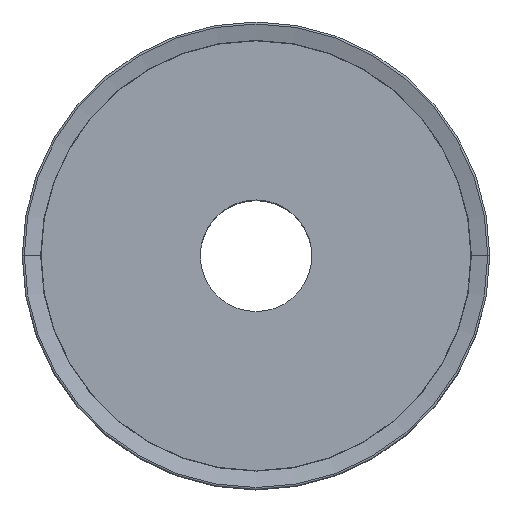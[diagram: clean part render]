
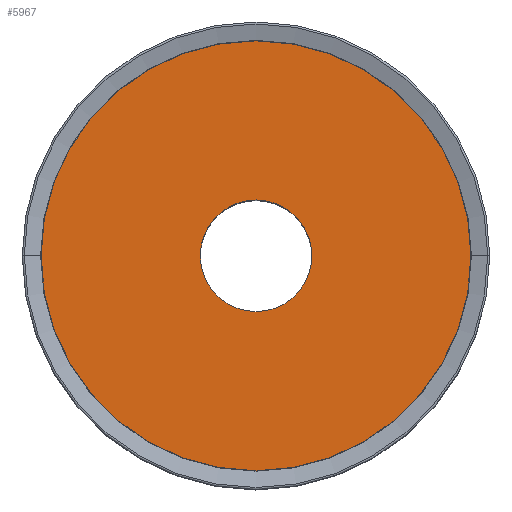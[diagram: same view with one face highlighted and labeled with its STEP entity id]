
A CAD part, top view. The second image highlights one B-rep face of the part: STEP entity #5967.
In plain terms, the highlighted planar face has unit normal (0, 0, 1).
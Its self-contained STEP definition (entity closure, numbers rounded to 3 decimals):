
#51 = ORIENTED_EDGE ( 'NONE', *, *, #4530, .F. ) ;
#181 = AXIS2_PLACEMENT_3D ( 'NONE', #2043, #7323, #3280 ) ;
#478 = CIRCLE ( 'NONE', #7163, 7. ) ;
#547 = DIRECTION ( 'NONE',  ( 0., 0., 1. ) ) ;
#616 = VERTEX_POINT ( 'NONE', #3068 ) ;
#733 = DIRECTION ( 'NONE',  ( 1., 0., 0. ) ) ;
#785 = CARTESIAN_POINT ( 'NONE',  ( -0.006, 0., 16.6 ) ) ;
#826 = FACE_OUTER_BOUND ( 'NONE', #4053, .T. ) ;
#1754 = DIRECTION ( 'NONE',  ( 1., 0., 0. ) ) ;
#1811 = ORIENTED_EDGE ( 'NONE', *, *, #3387, .T. ) ;
#2043 = CARTESIAN_POINT ( 'NONE',  ( 0., 0., 16.6 ) ) ;
#2170 = EDGE_LOOP ( 'NONE', ( #6676, #51 ) ) ;
#2301 = CARTESIAN_POINT ( 'NONE',  ( -0.006, 0., 16.6 ) ) ;
#2505 = DIRECTION ( 'NONE',  ( 0., 0., 1. ) ) ;
#2528 = CARTESIAN_POINT ( 'NONE',  ( -0.006, 0., 16.6 ) ) ;
#2630 = AXIS2_PLACEMENT_3D ( 'NONE', #2301, #547, #3515 ) ;
#3068 = CARTESIAN_POINT ( 'NONE',  ( 7., 0., 16.6 ) ) ;
#3234 = EDGE_CURVE ( 'NONE', #6073, #5602, #4991, .T. ) ;
#3280 = DIRECTION ( 'NONE',  ( 1., 0., 0. ) ) ;
#3387 = EDGE_CURVE ( 'NONE', #5602, #6073, #6596, .T. ) ;
#3436 = AXIS2_PLACEMENT_3D ( 'NONE', #2528, #2505, #6530 ) ;
#3515 = DIRECTION ( 'NONE',  ( 1., 0., 0. ) ) ;
#4053 = EDGE_LOOP ( 'NONE', ( #1811, #5942 ) ) ;
#4090 = AXIS2_PLACEMENT_3D ( 'NONE', #785, #6557, #733 ) ;
#4530 = EDGE_CURVE ( 'NONE', #616, #6951, #478, .T. ) ;
#4991 = CIRCLE ( 'NONE', #2630, 26.974 ) ;
#5029 = FACE_BOUND ( 'NONE', #2170, .T. ) ;
#5204 = DIRECTION ( 'NONE',  ( 0., 0., 1. ) ) ;
#5228 = CARTESIAN_POINT ( 'NONE',  ( 0., 0., 16.6 ) ) ;
#5602 = VERTEX_POINT ( 'NONE', #5660 ) ;
#5660 = CARTESIAN_POINT ( 'NONE',  ( 26.967, 0., 16.6 ) ) ;
#5942 = ORIENTED_EDGE ( 'NONE', *, *, #3234, .T. ) ;
#5967 = ADVANCED_FACE ( 'NONE', ( #826, #5029 ), #7171, .T. ) ;
#6066 = EDGE_CURVE ( 'NONE', #6951, #616, #6717, .T. ) ;
#6073 = VERTEX_POINT ( 'NONE', #7100 ) ;
#6530 = DIRECTION ( 'NONE',  ( 1., 0., 0. ) ) ;
#6557 = DIRECTION ( 'NONE',  ( 0., 0., 1. ) ) ;
#6596 = CIRCLE ( 'NONE', #3436, 26.974 ) ;
#6676 = ORIENTED_EDGE ( 'NONE', *, *, #6066, .F. ) ;
#6717 = CIRCLE ( 'NONE', #181, 7. ) ;
#6951 = VERTEX_POINT ( 'NONE', #7459 ) ;
#7100 = CARTESIAN_POINT ( 'NONE',  ( -26.98, 0., 16.6 ) ) ;
#7163 = AXIS2_PLACEMENT_3D ( 'NONE', #5228, #5204, #1754 ) ;
#7171 = PLANE ( 'NONE',  #4090 ) ;
#7323 = DIRECTION ( 'NONE',  ( 0., 0., 1. ) ) ;
#7459 = CARTESIAN_POINT ( 'NONE',  ( -7., 0., 16.6 ) ) ;
